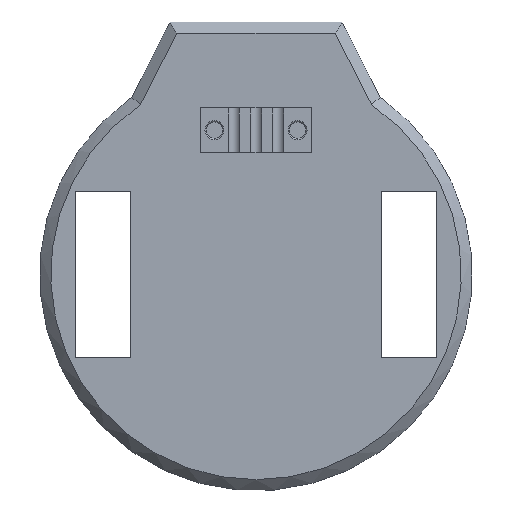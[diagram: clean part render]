
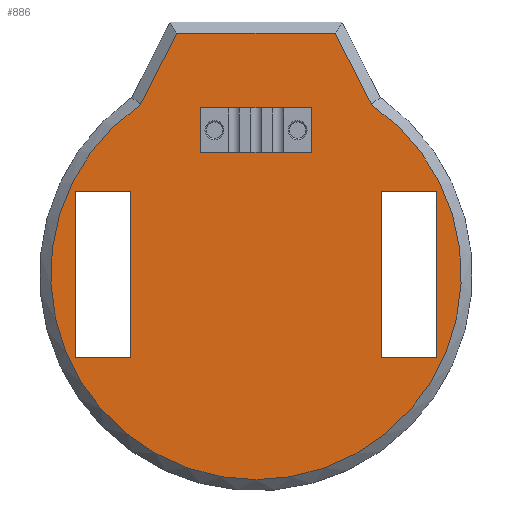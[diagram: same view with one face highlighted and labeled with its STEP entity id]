
A CAD part, top view. The second image highlights one B-rep face of the part: STEP entity #886.
In plain terms, the highlighted planar face has unit normal (0, 0, 1).
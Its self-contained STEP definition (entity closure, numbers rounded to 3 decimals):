
#19=FACE_BOUND('',#160,.T.);
#20=FACE_BOUND('',#161,.T.);
#21=FACE_BOUND('',#162,.T.);
#57=CIRCLE('',#966,18.5);
#104=FACE_OUTER_BOUND('',#159,.T.);
#159=EDGE_LOOP('',(#760,#761,#762,#763));
#160=EDGE_LOOP('',(#764,#765,#766,#767));
#161=EDGE_LOOP('',(#768,#769,#770,#771));
#162=EDGE_LOOP('',(#772,#773,#774,#775));
#225=LINE('',#1381,#322);
#228=LINE('',#1387,#325);
#230=LINE('',#1390,#327);
#231=LINE('',#1392,#328);
#233=LINE('',#1397,#330);
#236=LINE('',#1402,#333);
#238=LINE('',#1406,#335);
#239=LINE('',#1408,#336);
#241=LINE('',#1413,#338);
#244=LINE('',#1418,#341);
#246=LINE('',#1422,#343);
#247=LINE('',#1424,#344);
#248=LINE('',#1428,#345);
#252=LINE('',#1436,#349);
#255=LINE('',#1454,#352);
#322=VECTOR('',#1125,10.);
#325=VECTOR('',#1130,10.);
#327=VECTOR('',#1134,10.);
#328=VECTOR('',#1137,10.);
#330=VECTOR('',#1141,10.);
#333=VECTOR('',#1146,10.);
#335=VECTOR('',#1150,10.);
#336=VECTOR('',#1153,10.);
#338=VECTOR('',#1157,10.);
#341=VECTOR('',#1162,10.);
#343=VECTOR('',#1166,10.);
#344=VECTOR('',#1169,10.);
#345=VECTOR('',#1172,10.);
#349=VECTOR('',#1178,10.);
#352=VECTOR('',#1189,10.);
#414=VERTEX_POINT('',#1378);
#415=VERTEX_POINT('',#1380);
#416=VERTEX_POINT('',#1384);
#417=VERTEX_POINT('',#1386);
#418=VERTEX_POINT('',#1394);
#419=VERTEX_POINT('',#1396);
#420=VERTEX_POINT('',#1400);
#421=VERTEX_POINT('',#1404);
#422=VERTEX_POINT('',#1410);
#423=VERTEX_POINT('',#1412);
#424=VERTEX_POINT('',#1416);
#425=VERTEX_POINT('',#1420);
#426=VERTEX_POINT('',#1426);
#427=VERTEX_POINT('',#1427);
#430=VERTEX_POINT('',#1435);
#433=VERTEX_POINT('',#1446);
#514=EDGE_CURVE('',#415,#414,#225,.T.);
#517=EDGE_CURVE('',#417,#416,#228,.T.);
#519=EDGE_CURVE('',#416,#415,#230,.T.);
#520=EDGE_CURVE('',#414,#417,#231,.T.);
#522=EDGE_CURVE('',#419,#418,#233,.T.);
#525=EDGE_CURVE('',#418,#420,#236,.T.);
#527=EDGE_CURVE('',#420,#421,#238,.T.);
#528=EDGE_CURVE('',#421,#419,#239,.T.);
#530=EDGE_CURVE('',#423,#422,#241,.T.);
#533=EDGE_CURVE('',#422,#424,#244,.T.);
#535=EDGE_CURVE('',#424,#425,#246,.T.);
#536=EDGE_CURVE('',#425,#423,#247,.T.);
#537=EDGE_CURVE('',#426,#427,#248,.T.);
#541=EDGE_CURVE('',#427,#430,#252,.T.);
#545=EDGE_CURVE('',#430,#433,#57,.T.);
#548=EDGE_CURVE('',#433,#426,#255,.T.);
#760=ORIENTED_EDGE('',*,*,#545,.F.);
#761=ORIENTED_EDGE('',*,*,#541,.F.);
#762=ORIENTED_EDGE('',*,*,#537,.F.);
#763=ORIENTED_EDGE('',*,*,#548,.F.);
#764=ORIENTED_EDGE('',*,*,#517,.T.);
#765=ORIENTED_EDGE('',*,*,#519,.T.);
#766=ORIENTED_EDGE('',*,*,#514,.T.);
#767=ORIENTED_EDGE('',*,*,#520,.T.);
#768=ORIENTED_EDGE('',*,*,#522,.T.);
#769=ORIENTED_EDGE('',*,*,#525,.T.);
#770=ORIENTED_EDGE('',*,*,#527,.T.);
#771=ORIENTED_EDGE('',*,*,#528,.T.);
#772=ORIENTED_EDGE('',*,*,#530,.T.);
#773=ORIENTED_EDGE('',*,*,#533,.T.);
#774=ORIENTED_EDGE('',*,*,#535,.T.);
#775=ORIENTED_EDGE('',*,*,#536,.T.);
#836=PLANE('',#970);
#886=ADVANCED_FACE('',(#104,#19,#20,#21),#836,.F.);
#966=AXIS2_PLACEMENT_3D('',#1447,#1184,#1185);
#970=AXIS2_PLACEMENT_3D('',#1465,#1199,#1200);
#1125=DIRECTION('',(1.,0.,0.));
#1130=DIRECTION('',(-1.,0.,0.));
#1134=DIRECTION('',(0.,1.,0.));
#1137=DIRECTION('',(0.,-1.,0.));
#1141=DIRECTION('',(0.,-1.,0.));
#1146=DIRECTION('',(-1.,0.,0.));
#1150=DIRECTION('',(0.,1.,0.));
#1153=DIRECTION('',(1.,0.,0.));
#1157=DIRECTION('',(-1.,0.,0.));
#1162=DIRECTION('',(0.,1.,0.));
#1166=DIRECTION('',(1.,0.,0.));
#1169=DIRECTION('',(0.,-1.,0.));
#1172=DIRECTION('',(1.,0.,0.));
#1178=DIRECTION('',(0.452,-0.892,0.));
#1184=DIRECTION('center_axis',(0.,0.,-1.));
#1185=DIRECTION('ref_axis',(-0.574,-0.819,0.));
#1189=DIRECTION('',(0.452,0.892,0.));
#1199=DIRECTION('center_axis',(0.,0.,-1.));
#1200=DIRECTION('ref_axis',(-1.,0.,0.));
#1378=CARTESIAN_POINT('',(5.,15.,3.));
#1380=CARTESIAN_POINT('',(-5.,15.,3.));
#1381=CARTESIAN_POINT('',(2.5,15.,3.));
#1384=CARTESIAN_POINT('',(-5.,11.,3.));
#1386=CARTESIAN_POINT('',(5.,11.,3.));
#1387=CARTESIAN_POINT('',(-2.5,11.,3.));
#1390=CARTESIAN_POINT('',(-5.,8.313,3.));
#1392=CARTESIAN_POINT('',(5.,6.313,3.));
#1394=CARTESIAN_POINT('',(-11.3,-7.5,3.));
#1396=CARTESIAN_POINT('',(-11.3,7.5,3.));
#1397=CARTESIAN_POINT('',(-11.3,-2.938,3.));
#1400=CARTESIAN_POINT('',(-16.3,-7.5,3.));
#1402=CARTESIAN_POINT('',(-8.15,-7.5,3.));
#1404=CARTESIAN_POINT('',(-16.3,7.5,3.));
#1406=CARTESIAN_POINT('',(-16.3,4.563,3.));
#1408=CARTESIAN_POINT('',(-5.65,7.5,3.));
#1410=CARTESIAN_POINT('',(11.3,-7.5,3.));
#1412=CARTESIAN_POINT('',(16.3,-7.5,3.));
#1413=CARTESIAN_POINT('',(5.65,-7.5,3.));
#1416=CARTESIAN_POINT('',(11.3,7.5,3.));
#1418=CARTESIAN_POINT('',(11.3,4.563,3.));
#1420=CARTESIAN_POINT('',(16.3,7.5,3.));
#1422=CARTESIAN_POINT('',(8.15,7.5,3.));
#1424=CARTESIAN_POINT('',(16.3,-2.938,3.));
#1426=CARTESIAN_POINT('',(-7.136,21.75,3.));
#1427=CARTESIAN_POINT('',(7.136,21.75,3.));
#1428=CARTESIAN_POINT('',(-3.875,21.75,3.));
#1435=CARTESIAN_POINT('',(10.413,15.291,3.));
#1436=CARTESIAN_POINT('',(10.327,15.461,3.));
#1446=CARTESIAN_POINT('',(-10.413,15.291,3.));
#1447=CARTESIAN_POINT('Origin',(0.,0.,3.));
#1454=CARTESIAN_POINT('',(-12.047,12.071,3.));
#1465=CARTESIAN_POINT('Origin',(0.,1.625,3.));
